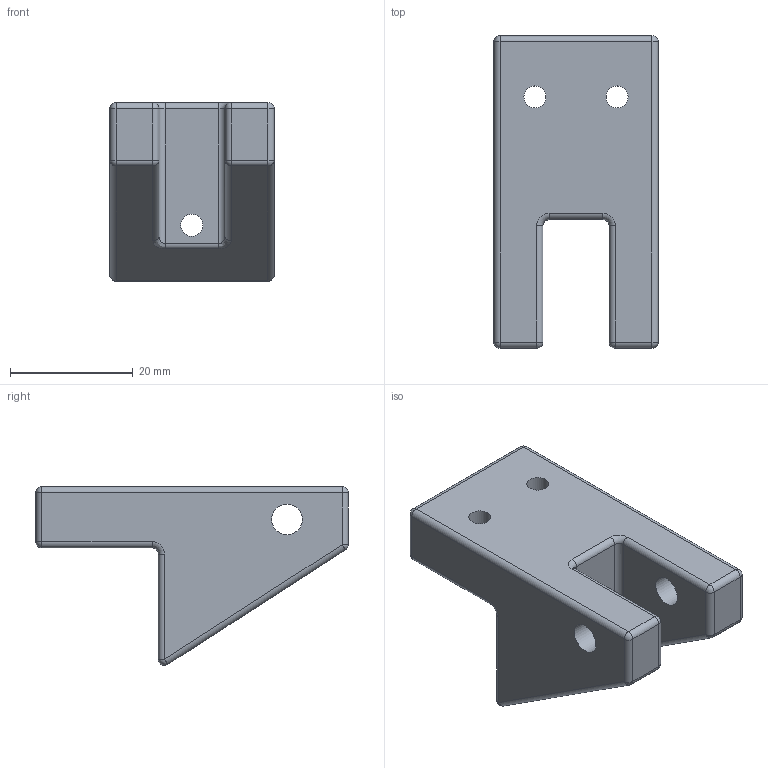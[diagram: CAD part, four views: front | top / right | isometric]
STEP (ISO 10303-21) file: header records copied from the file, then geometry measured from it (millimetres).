
FILE_DESCRIPTION(/* description */ (''),/* implementation_level */ '2;1');
FILE_NAME(/* name */ 'pulley-holder.step',/* time_stamp */ '2024-04-30T20:56:58+05:30',/* author */ (''),/* organization */ (''),/* preprocessor_version */ 'ST-DEVELOPER v20',/* originating_system */ 'Autodesk Translation Framework v12.20.1.177',/* authorisation */ '');
FILE_SCHEMA (('AUTOMOTIVE_DESIGN { 1 0 10303 214 3 1 1 }'));
Length unit declared in the file: millimetre
Products named in the file (2): pulley-holder; holder
Assembly tree (1 placements, depth 2):
  pulley-holder
    holder
Bounding box: 26.8 x 51 x 29.16 mm (x, y, z)
Volume: 17444.3 mm3; surface area: 6125.3 mm2
Topology: 1 solids, 1 shells, 67 faces, 141 edges, 76 vertices
Faces by surface type: cylinder 35, sphere 14, plane 12, torus 4, bspline 2
Full cylindrical faces by diameter (mm): 3.6 x3, 5 x2
Entity records: 1881 total; most frequent: DIRECTION 353, CARTESIAN_POINT 335, ORIENTED_EDGE 282, AXIS2_PLACEMENT_3D 144, EDGE_CURVE 141, EDGE_LOOP 77, VERTEX_POINT 76, CIRCLE 72
